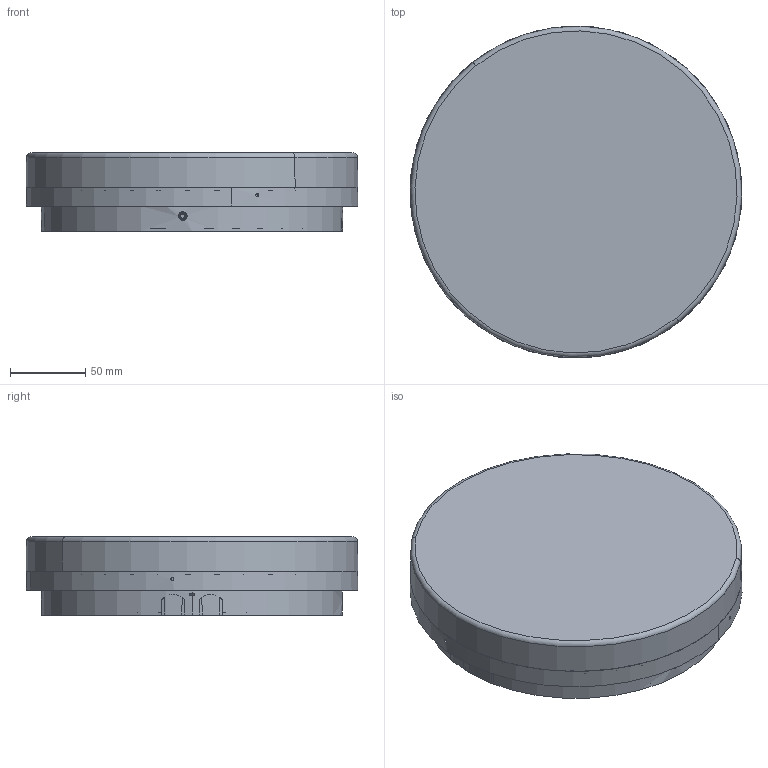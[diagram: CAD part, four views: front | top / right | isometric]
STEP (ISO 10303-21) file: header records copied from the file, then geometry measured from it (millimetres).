
FILE_DESCRIPTION (( 'STEP AP203' ), '1' );
FILE_NAME ('SF DISC 220 V £¬SF DISC SNM 220 V.STEP', '2025-07-04T05:55:15', ( '' ), ( '' ), 'SwSTEP 2.0', 'SolidWorks 2016', '' );
FILE_SCHEMA (( 'CONFIG_CONTROL_DESIGN' ));
Length unit declared in the file: millimetre
Products named in the file (9): 220菁釱; 粟銅嘐隅釱; 220嫖埭啣嘐隅釱; SF DISC 220 V ，SF DISC SNM 220 V; 销子硅胶圈; 220小款硅胶塞; 220腑欶; 粟銅裔啣; 苤粟銅
Assembly tree (9 placements, depth 2):
  SF DISC 220 V ，SF DISC SNM 220 V
    220菁釱
    220嫖埭啣嘐隅釱
    220腑欶
    苤粟銅
    销子硅胶圈
    粟銅裔啣
    220小款硅胶塞  x2
    粟銅嘐隅釱
Bounding box: 220.31 x 220.31 x 52 mm (x, y, z)
Volume: 316684.2 mm3; surface area: 340702.5 mm2
Topology: 9 solids, 9 shells, 1054 faces, 2798 edges, 1850 vertices
Faces by surface type: plane 603, cone 206, cylinder 168, bspline 53, torus 16, sphere 8
Entity records: 39668 total; most frequent: CARTESIAN_POINT 13675, ORIENTED_EDGE 5352, DIRECTION 5059, EDGE_CURVE 2676, VERTEX_POINT 1770, AXIS2_PLACEMENT_3D 1765, LINE 1529, VECTOR 1529
